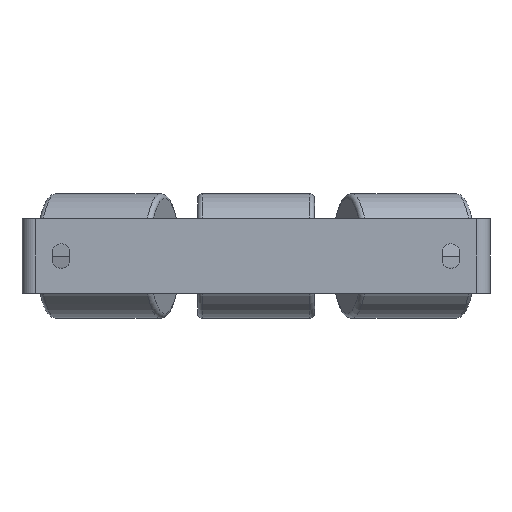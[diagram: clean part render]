
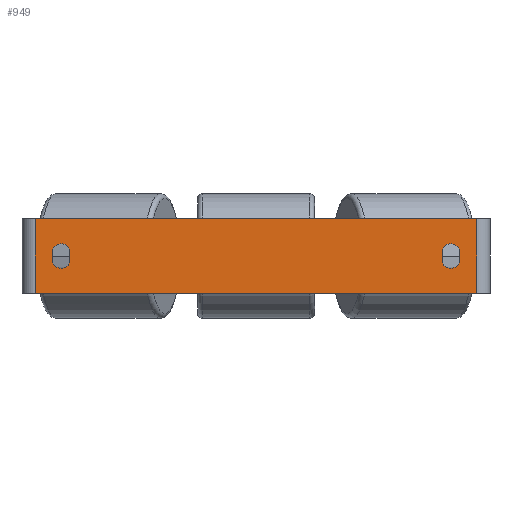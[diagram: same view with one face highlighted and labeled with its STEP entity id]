
A CAD part, front view. The second image highlights one B-rep face of the part: STEP entity #949.
In plain terms, the highlighted planar face has unit normal (0, -1, 0).
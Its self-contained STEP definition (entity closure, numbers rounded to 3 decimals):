
#29 = EDGE_CURVE ( 'NONE', #5229, #1680, #8165, .T. ) ;
#51 = VERTEX_POINT ( 'NONE', #7523 ) ;
#56 = EDGE_CURVE ( 'NONE', #3600, #5229, #6257, .T. ) ;
#109 = CARTESIAN_POINT ( 'NONE',  ( -199., 0., -7.359 ) ) ;
#215 = EDGE_CURVE ( 'NONE', #4213, #51, #1456, .T. ) ;
#259 = DIRECTION ( 'NONE',  ( 0., 0., -1. ) ) ;
#278 = ORIENTED_EDGE ( 'NONE', *, *, #56, .F. ) ;
#341 = DIRECTION ( 'NONE',  ( 0., 0., 1. ) ) ;
#387 = CARTESIAN_POINT ( 'NONE',  ( 208., 0., -3. ) ) ;
#662 = EDGE_CURVE ( 'NONE', #6553, #5718, #2221, .T. ) ;
#666 = AXIS2_PLACEMENT_3D ( 'NONE', #387, #8104, #1074 ) ;
#825 = LINE ( 'NONE', #2031, #6115 ) ;
#829 = LINE ( 'NONE', #109, #6064 ) ;
#840 = LINE ( 'NONE', #4094, #7339 ) ;
#904 = VECTOR ( 'NONE', #6214, 1000. ) ;
#915 = EDGE_LOOP ( 'NONE', ( #5662, #6699, #2228, #1691, #3993 ) ) ;
#949 = ADVANCED_FACE ( 'NONE', ( #7401, #6133, #5965 ), #3364, .F. ) ;
#1071 = DIRECTION ( 'NONE',  ( 0., 1., 0. ) ) ;
#1074 = DIRECTION ( 'NONE',  ( 0., 0., -1. ) ) ;
#1236 = VERTEX_POINT ( 'NONE', #7186 ) ;
#1456 = CIRCLE ( 'NONE', #4186, 10. ) ;
#1462 = DIRECTION ( 'NONE',  ( 0., 0., 1. ) ) ;
#1510 = VECTOR ( 'NONE', #8224, 1000. ) ;
#1607 = CARTESIAN_POINT ( 'NONE',  ( -250., 0., 40. ) ) ;
#1651 = DIRECTION ( 'NONE',  ( 0., 0., -1. ) ) ;
#1680 = VERTEX_POINT ( 'NONE', #6369 ) ;
#1691 = ORIENTED_EDGE ( 'NONE', *, *, #5116, .F. ) ;
#1765 = AXIS2_PLACEMENT_3D ( 'NONE', #7096, #5945, #1462 ) ;
#1772 = CIRCLE ( 'NONE', #4500, 10. ) ;
#1797 = VERTEX_POINT ( 'NONE', #2706 ) ;
#1897 = ORIENTED_EDGE ( 'NONE', *, *, #6987, .T. ) ;
#1982 = ORIENTED_EDGE ( 'NONE', *, *, #4859, .T. ) ;
#2031 = CARTESIAN_POINT ( 'NONE',  ( 217., 0., -7.359 ) ) ;
#2098 = DIRECTION ( 'NONE',  ( 1., 0., 0. ) ) ;
#2221 = LINE ( 'NONE', #5414, #2829 ) ;
#2228 = ORIENTED_EDGE ( 'NONE', *, *, #4097, .F. ) ;
#2270 = CARTESIAN_POINT ( 'NONE',  ( 208., 0., 3. ) ) ;
#2415 = ORIENTED_EDGE ( 'NONE', *, *, #3038, .T. ) ;
#2510 = DIRECTION ( 'NONE',  ( 0., 0., -1. ) ) ;
#2706 = CARTESIAN_POINT ( 'NONE',  ( 199., 0., 7.359 ) ) ;
#2717 = DIRECTION ( 'NONE',  ( 0., 0., 1. ) ) ;
#2829 = VECTOR ( 'NONE', #7447, 1000. ) ;
#2897 = CARTESIAN_POINT ( 'NONE',  ( -217., 0., 7.359 ) ) ;
#2898 = DIRECTION ( 'NONE',  ( 0., 1., 0. ) ) ;
#3038 = EDGE_CURVE ( 'NONE', #6966, #5713, #825, .T. ) ;
#3066 = ORIENTED_EDGE ( 'NONE', *, *, #5809, .T. ) ;
#3146 = CIRCLE ( 'NONE', #6278, 10. ) ;
#3189 = CARTESIAN_POINT ( 'NONE',  ( 236., 0., 40. ) ) ;
#3289 = CIRCLE ( 'NONE', #666, 10. ) ;
#3364 = PLANE ( 'NONE',  #7994 ) ;
#3412 = DIRECTION ( 'NONE',  ( 0., 0., 1. ) ) ;
#3473 = CARTESIAN_POINT ( 'NONE',  ( 208., 0., -3. ) ) ;
#3517 = CARTESIAN_POINT ( 'NONE',  ( -236., 0., -40. ) ) ;
#3533 = ORIENTED_EDGE ( 'NONE', *, *, #29, .F. ) ;
#3600 = VERTEX_POINT ( 'NONE', #8338 ) ;
#3643 = LINE ( 'NONE', #6286, #1510 ) ;
#3646 = DIRECTION ( 'NONE',  ( 0., -1., 0. ) ) ;
#3770 = EDGE_CURVE ( 'NONE', #3600, #4646, #840, .T. ) ;
#3924 = VERTEX_POINT ( 'NONE', #5496 ) ;
#3993 = ORIENTED_EDGE ( 'NONE', *, *, #4700, .F. ) ;
#4094 = CARTESIAN_POINT ( 'NONE',  ( -236., 0., 40. ) ) ;
#4097 = EDGE_CURVE ( 'NONE', #3924, #1236, #829, .T. ) ;
#4121 = VERTEX_POINT ( 'NONE', #7352 ) ;
#4186 = AXIS2_PLACEMENT_3D ( 'NONE', #3473, #6110, #259 ) ;
#4196 = CARTESIAN_POINT ( 'NONE',  ( -208., 0., -3. ) ) ;
#4213 = VERTEX_POINT ( 'NONE', #6638 ) ;
#4301 = CARTESIAN_POINT ( 'NONE',  ( 236., 0., 40. ) ) ;
#4488 = EDGE_CURVE ( 'NONE', #1236, #6553, #5443, .T. ) ;
#4500 = AXIS2_PLACEMENT_3D ( 'NONE', #4196, #3646, #6071 ) ;
#4646 = VERTEX_POINT ( 'NONE', #3517 ) ;
#4700 = EDGE_CURVE ( 'NONE', #5718, #4121, #1772, .T. ) ;
#4805 = EDGE_LOOP ( 'NONE', ( #1982, #3533, #278, #7573 ) ) ;
#4859 = EDGE_CURVE ( 'NONE', #4646, #1680, #7252, .T. ) ;
#5116 = EDGE_CURVE ( 'NONE', #4121, #3924, #3146, .T. ) ;
#5229 = VERTEX_POINT ( 'NONE', #3189 ) ;
#5237 = DIRECTION ( 'NONE',  ( 0., -1., 0. ) ) ;
#5414 = CARTESIAN_POINT ( 'NONE',  ( -217., 0., -7.359 ) ) ;
#5443 = CIRCLE ( 'NONE', #1765, 10. ) ;
#5468 = ORIENTED_EDGE ( 'NONE', *, *, #7039, .T. ) ;
#5496 = CARTESIAN_POINT ( 'NONE',  ( -199., 0., -7.359 ) ) ;
#5546 = VECTOR ( 'NONE', #1651, 1000. ) ;
#5662 = ORIENTED_EDGE ( 'NONE', *, *, #662, .F. ) ;
#5713 = VERTEX_POINT ( 'NONE', #6591 ) ;
#5718 = VERTEX_POINT ( 'NONE', #6631 ) ;
#5809 = EDGE_CURVE ( 'NONE', #5713, #4213, #3289, .T. ) ;
#5918 = CARTESIAN_POINT ( 'NONE',  ( -208., 0., -3. ) ) ;
#5945 = DIRECTION ( 'NONE',  ( 0., -1., 0. ) ) ;
#5965 = FACE_BOUND ( 'NONE', #6184, .T. ) ;
#5967 = DIRECTION ( 'NONE',  ( 0., 0., -1. ) ) ;
#6050 = CARTESIAN_POINT ( 'NONE',  ( -250., 0., 40. ) ) ;
#6064 = VECTOR ( 'NONE', #2717, 1000. ) ;
#6071 = DIRECTION ( 'NONE',  ( 0., 0., -1. ) ) ;
#6110 = DIRECTION ( 'NONE',  ( 0., 1., 0. ) ) ;
#6115 = VECTOR ( 'NONE', #7227, 1000. ) ;
#6133 = FACE_BOUND ( 'NONE', #915, .T. ) ;
#6147 = CIRCLE ( 'NONE', #7358, 10. ) ;
#6184 = EDGE_LOOP ( 'NONE', ( #1897, #2415, #3066, #7247, #5468 ) ) ;
#6214 = DIRECTION ( 'NONE',  ( 1., 0., 0. ) ) ;
#6257 = LINE ( 'NONE', #1607, #904 ) ;
#6278 = AXIS2_PLACEMENT_3D ( 'NONE', #5918, #5237, #2510 ) ;
#6286 = CARTESIAN_POINT ( 'NONE',  ( 199., 0., -7.359 ) ) ;
#6369 = CARTESIAN_POINT ( 'NONE',  ( 236., 0., -40. ) ) ;
#6553 = VERTEX_POINT ( 'NONE', #2897 ) ;
#6591 = CARTESIAN_POINT ( 'NONE',  ( 217., 0., -7.359 ) ) ;
#6631 = CARTESIAN_POINT ( 'NONE',  ( -217., 0., -7.359 ) ) ;
#6638 = CARTESIAN_POINT ( 'NONE',  ( 208., 0., -13. ) ) ;
#6699 = ORIENTED_EDGE ( 'NONE', *, *, #4488, .F. ) ;
#6966 = VERTEX_POINT ( 'NONE', #7544 ) ;
#6987 = EDGE_CURVE ( 'NONE', #1797, #6966, #6147, .T. ) ;
#7039 = EDGE_CURVE ( 'NONE', #51, #1797, #3643, .T. ) ;
#7096 = CARTESIAN_POINT ( 'NONE',  ( -208., 0., 3. ) ) ;
#7186 = CARTESIAN_POINT ( 'NONE',  ( -199., 0., 7.359 ) ) ;
#7227 = DIRECTION ( 'NONE',  ( 0., 0., -1. ) ) ;
#7247 = ORIENTED_EDGE ( 'NONE', *, *, #215, .T. ) ;
#7252 = LINE ( 'NONE', #7934, #8294 ) ;
#7339 = VECTOR ( 'NONE', #5967, 1000. ) ;
#7352 = CARTESIAN_POINT ( 'NONE',  ( -208., 0., -13. ) ) ;
#7358 = AXIS2_PLACEMENT_3D ( 'NONE', #2270, #1071, #341 ) ;
#7401 = FACE_OUTER_BOUND ( 'NONE', #4805, .T. ) ;
#7447 = DIRECTION ( 'NONE',  ( 0., 0., -1. ) ) ;
#7523 = CARTESIAN_POINT ( 'NONE',  ( 199., 0., -7.359 ) ) ;
#7544 = CARTESIAN_POINT ( 'NONE',  ( 217., 0., 7.359 ) ) ;
#7573 = ORIENTED_EDGE ( 'NONE', *, *, #3770, .T. ) ;
#7934 = CARTESIAN_POINT ( 'NONE',  ( -250., 0., -40. ) ) ;
#7994 = AXIS2_PLACEMENT_3D ( 'NONE', #6050, #2898, #3412 ) ;
#8104 = DIRECTION ( 'NONE',  ( 0., 1., 0. ) ) ;
#8165 = LINE ( 'NONE', #4301, #5546 ) ;
#8224 = DIRECTION ( 'NONE',  ( 0., 0., 1. ) ) ;
#8294 = VECTOR ( 'NONE', #2098, 1000. ) ;
#8338 = CARTESIAN_POINT ( 'NONE',  ( -236., 0., 40. ) ) ;
